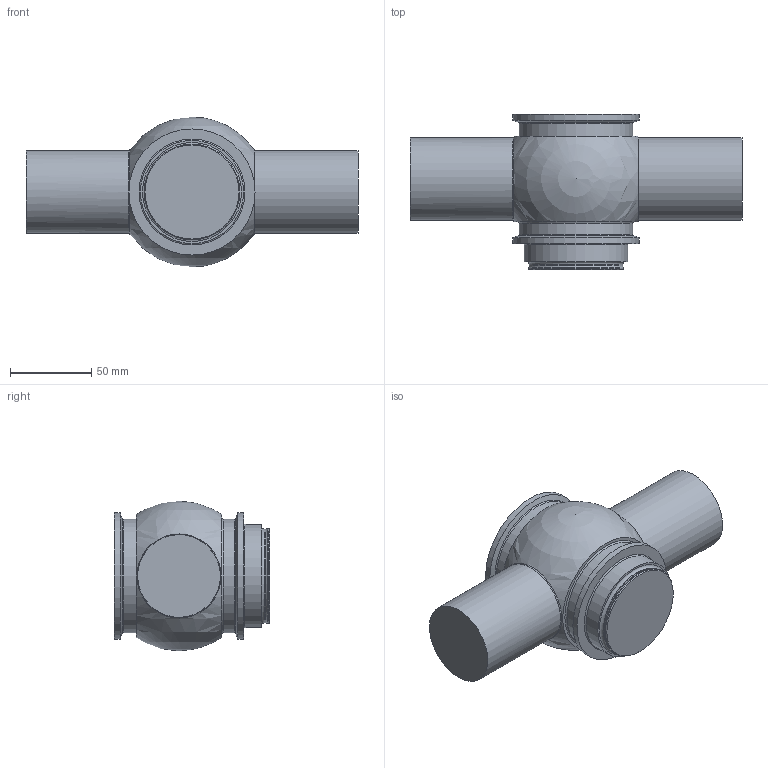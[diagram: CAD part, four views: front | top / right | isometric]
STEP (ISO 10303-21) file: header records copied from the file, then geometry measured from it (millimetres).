
FILE_DESCRIPTION(/* description */ ('STEP AP203'),/* implementation_level */ '2;1');
FILE_NAME(/* name */ '106014.STEP',/* time_stamp */ '2021-04-22T12:49:56+05:00',/* author */ ('H7M44K'),/* organization */ (''),/* preprocessor_version */ 'ST-DEVELOPER v18.1',/* originating_system */ 'Autodesk Inventor 2020',/* authorisation */ '');
FILE_SCHEMA (('AUTOMOTIVE_DESIGN { 1 0 10303 214 3 1 1 }'));
Length unit declared in the file: inch
Products named in the file (1): 106014
Bounding box: 203.96 x 95.45 x 92.05 mm (x, y, z)
Volume: 712478.8 mm3; surface area: 56022.2 mm2
Topology: 1 solids, 1 shells, 29 faces, 81 edges, 59 vertices
Faces by surface type: cylinder 9, torus 8, plane 8, cone 3, sphere 1
Full cylindrical faces by diameter (mm): 50.8 x2, 57.277 x1, 58.725 x1, 63.398 x1, 69.952 x2, 77.47 x2
Entity records: 1035 total; most frequent: DIRECTION 206, CARTESIAN_POINT 168, ORIENTED_EDGE 158, AXIS2_PLACEMENT_3D 97, EDGE_CURVE 79, CIRCLE 67, VERTEX_POINT 59, EDGE_LOOP 36
